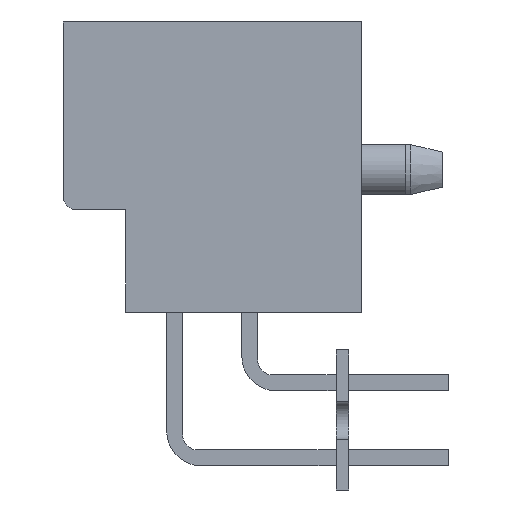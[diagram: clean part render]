
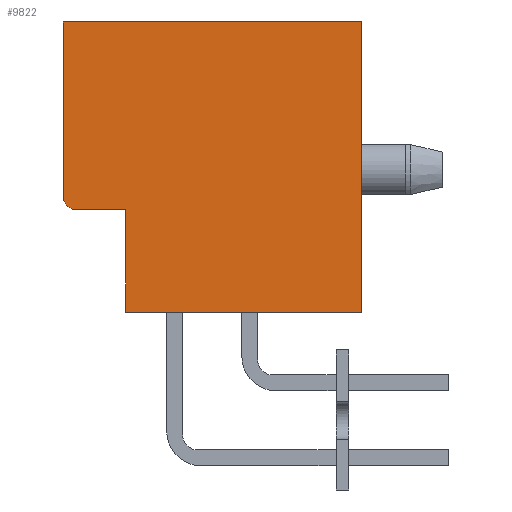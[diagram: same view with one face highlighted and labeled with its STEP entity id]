
A CAD part, left-side view. The second image highlights one B-rep face of the part: STEP entity #9822.
In plain terms, the highlighted planar face has unit normal (-1, 0, 0).
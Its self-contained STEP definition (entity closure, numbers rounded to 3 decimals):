
#177=DIRECTION('',(0.,-1.,0.));
#178=VECTOR('',#177,9.4);
#179=CARTESIAN_POINT('',(-12.5,3.45,-5.8));
#180=LINE('',#179,#178);
#3197=DIRECTION('',(0.,-1.,0.));
#3198=VECTOR('',#3197,11.9);
#3199=CARTESIAN_POINT('',(-12.5,5.95,5.8));
#3200=LINE('',#3199,#3198);
#3229=CARTESIAN_POINT('',(-12.5,5.45,-1.2));
#3230=DIRECTION('',(1.,0.,0.));
#3231=DIRECTION('',(0.,0.,-1.));
#3232=AXIS2_PLACEMENT_3D('',#3229,#3230,#3231);
#3234=DIRECTION('',(0.,0.,1.));
#3235=VECTOR('',#3234,7.);
#3236=CARTESIAN_POINT('',(-12.5,5.95,-1.2));
#3237=LINE('',#3236,#3235);
#3238=DIRECTION('',(0.,0.,1.));
#3239=VECTOR('',#3238,4.1);
#3240=CARTESIAN_POINT('',(-12.5,3.45,-5.8));
#3241=LINE('',#3240,#3239);
#3242=DIRECTION('',(0.,-1.,0.));
#3243=VECTOR('',#3242,2.);
#3244=CARTESIAN_POINT('',(-12.5,5.45,-1.7));
#3245=LINE('',#3244,#3243);
#3342=DIRECTION('',(0.,0.,1.));
#3343=VECTOR('',#3342,11.6);
#3344=CARTESIAN_POINT('',(-12.5,-5.95,-5.8));
#3345=LINE('',#3344,#3343);
#3975=CARTESIAN_POINT('',(-12.5,5.95,5.8));
#3976=CARTESIAN_POINT('',(-12.5,-5.95,5.8));
#3977=VERTEX_POINT('',#3975);
#3978=VERTEX_POINT('',#3976);
#3983=CARTESIAN_POINT('',(-12.5,-5.95,-5.8));
#3984=VERTEX_POINT('',#3983);
#3987=CARTESIAN_POINT('',(-12.5,3.45,-5.8));
#3989=VERTEX_POINT('',#3987);
#3991=CARTESIAN_POINT('',(-12.5,5.45,-1.7));
#3992=CARTESIAN_POINT('',(-12.5,5.95,-1.2));
#3993=VERTEX_POINT('',#3991);
#3994=VERTEX_POINT('',#3992);
#3995=CARTESIAN_POINT('',(-12.5,3.45,-1.7));
#3996=VERTEX_POINT('',#3995);
#9803=CARTESIAN_POINT('',(-12.5,5.95,-5.8));
#9804=DIRECTION('',(-1.,0.,0.));
#9805=DIRECTION('',(0.,-1.,0.));
#9806=AXIS2_PLACEMENT_3D('',#9803,#9804,#9805);
#9807=PLANE('',#9806);
#9809=ORIENTED_EDGE('',*,*,#9808,.T.);
#9811=ORIENTED_EDGE('',*,*,#9810,.T.);
#9812=ORIENTED_EDGE('',*,*,#9784,.T.);
#9814=ORIENTED_EDGE('',*,*,#9813,.F.);
#9815=ORIENTED_EDGE('',*,*,#5258,.F.);
#9817=ORIENTED_EDGE('',*,*,#9816,.T.);
#9819=ORIENTED_EDGE('',*,*,#9818,.F.);
#9820=EDGE_LOOP('',(#9809,#9811,#9812,#9814,#9815,#9817,#9819));
#9821=FACE_OUTER_BOUND('',#9820,.F.);
#9822=ADVANCED_FACE('',(#9821),#9807,.T.);
#3233=CIRCLE('',#3232,0.5);
#5258=EDGE_CURVE('',#3989,#3984,#180,.T.);
#9784=EDGE_CURVE('',#3977,#3978,#3200,.T.);
#9808=EDGE_CURVE('',#3993,#3994,#3233,.T.);
#9810=EDGE_CURVE('',#3994,#3977,#3237,.T.);
#9813=EDGE_CURVE('',#3984,#3978,#3345,.T.);
#9816=EDGE_CURVE('',#3989,#3996,#3241,.T.);
#9818=EDGE_CURVE('',#3993,#3996,#3245,.T.);
